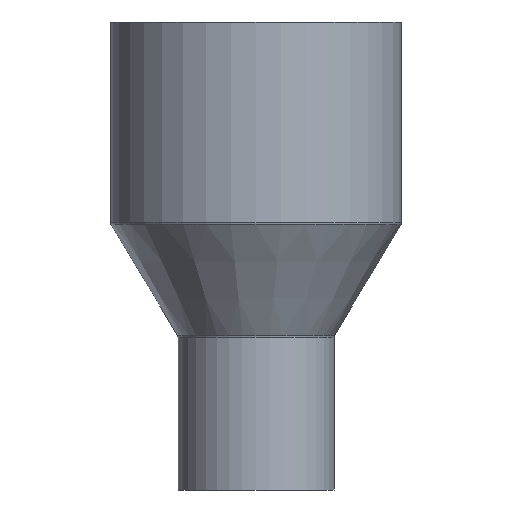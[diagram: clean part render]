
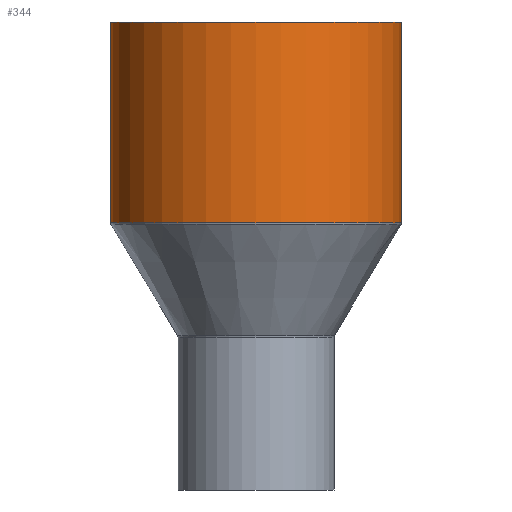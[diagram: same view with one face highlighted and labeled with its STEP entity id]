
A CAD part, front view. The second image highlights one B-rep face of the part: STEP entity #344.
In plain terms, the highlighted cylindrical face has radius 70 mm (diameter 140 mm), a partial arc.
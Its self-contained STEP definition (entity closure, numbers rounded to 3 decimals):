
#14 = CYLINDRICAL_SURFACE ( 'NONE', #595, 70. ) ;
#24 = DIRECTION ( 'NONE',  ( 0., 0., -1. ) ) ;
#47 = CARTESIAN_POINT ( 'NONE',  ( 70., 0., 119.098 ) ) ;
#78 = DIRECTION ( 'NONE',  ( -1., 0., 0. ) ) ;
#89 = CARTESIAN_POINT ( 'NONE',  ( 0., 0., 22.654 ) ) ;
#101 = AXIS2_PLACEMENT_3D ( 'NONE', #89, #651, #189 ) ;
#131 = EDGE_LOOP ( 'NONE', ( #389, #379, #569, #421 ) ) ;
#132 = DIRECTION ( 'NONE',  ( 0., 0., -1. ) ) ;
#139 = CARTESIAN_POINT ( 'NONE',  ( 70., 0., -16.533 ) ) ;
#154 = VERTEX_POINT ( 'NONE', #355 ) ;
#189 = DIRECTION ( 'NONE',  ( -1., 0., 0. ) ) ;
#190 = VERTEX_POINT ( 'NONE', #257 ) ;
#235 = EDGE_CURVE ( 'NONE', #154, #190, #470, .T. ) ;
#250 = CARTESIAN_POINT ( 'NONE',  ( -70., 0., -16.533 ) ) ;
#253 = FACE_OUTER_BOUND ( 'NONE', #131, .T. ) ;
#257 = CARTESIAN_POINT ( 'NONE',  ( -70., 0., 22.654 ) ) ;
#266 = VECTOR ( 'NONE', #552, 1000. ) ;
#311 = DIRECTION ( 'NONE',  ( 0., 0., -1. ) ) ;
#344 = ADVANCED_FACE ( 'NONE', ( #253 ), #14, .T. ) ;
#355 = CARTESIAN_POINT ( 'NONE',  ( -70., 0., 119.098 ) ) ;
#365 = CIRCLE ( 'NONE', #101, 70. ) ;
#376 = CARTESIAN_POINT ( 'NONE',  ( 70., 0., 22.654 ) ) ;
#379 = ORIENTED_EDGE ( 'NONE', *, *, #430, .T. ) ;
#380 = CARTESIAN_POINT ( 'NONE',  ( 0., 0., 119.098 ) ) ;
#389 = ORIENTED_EDGE ( 'NONE', *, *, #550, .F. ) ;
#409 = CARTESIAN_POINT ( 'NONE',  ( 0., 0., -16.533 ) ) ;
#413 = VECTOR ( 'NONE', #24, 1000. ) ;
#421 = ORIENTED_EDGE ( 'NONE', *, *, #615, .F. ) ;
#425 = CIRCLE ( 'NONE', #603, 70. ) ;
#430 = EDGE_CURVE ( 'NONE', #577, #154, #425, .T. ) ;
#441 = VERTEX_POINT ( 'NONE', #376 ) ;
#470 = LINE ( 'NONE', #250, #413 ) ;
#534 = DIRECTION ( 'NONE',  ( -1., 0., 0. ) ) ;
#550 = EDGE_CURVE ( 'NONE', #577, #441, #561, .T. ) ;
#552 = DIRECTION ( 'NONE',  ( 0., 0., -1. ) ) ;
#561 = LINE ( 'NONE', #139, #266 ) ;
#569 = ORIENTED_EDGE ( 'NONE', *, *, #235, .T. ) ;
#577 = VERTEX_POINT ( 'NONE', #47 ) ;
#595 = AXIS2_PLACEMENT_3D ( 'NONE', #409, #311, #534 ) ;
#603 = AXIS2_PLACEMENT_3D ( 'NONE', #380, #132, #78 ) ;
#615 = EDGE_CURVE ( 'NONE', #441, #190, #365, .T. ) ;
#651 = DIRECTION ( 'NONE',  ( 0., 0., -1. ) ) ;
